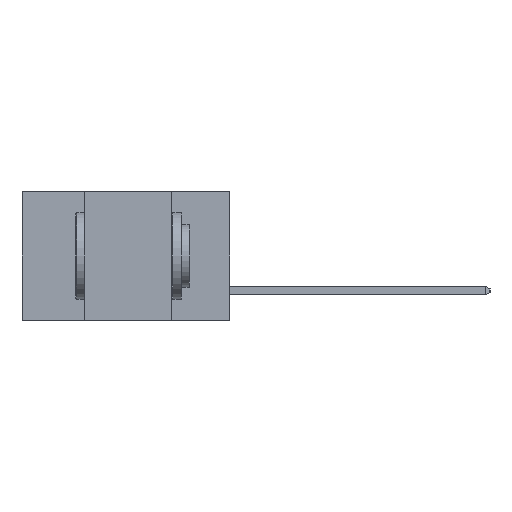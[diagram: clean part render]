
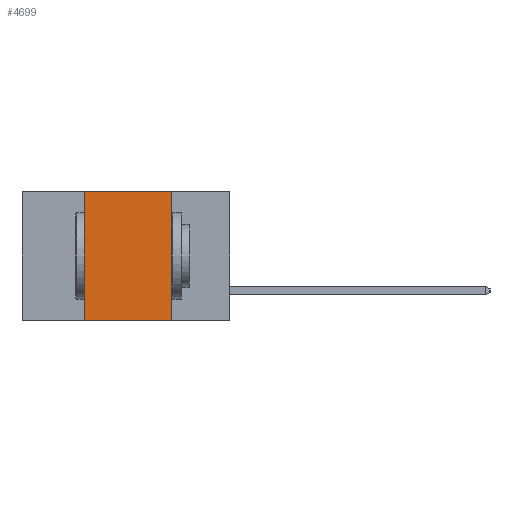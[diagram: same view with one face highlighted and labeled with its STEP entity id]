
A CAD part, left-side view. The second image highlights one B-rep face of the part: STEP entity #4699.
In plain terms, the highlighted planar face has unit normal (-1, 0, 0).
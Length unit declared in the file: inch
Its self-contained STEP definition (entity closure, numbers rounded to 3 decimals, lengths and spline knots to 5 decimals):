
#2221 = VECTOR ( 'NONE', #19053, 39.37008 ) ;
#2265 = ORIENTED_EDGE ( 'NONE', *, *, #21185, .T. ) ;
#3223 = EDGE_CURVE ( 'NONE', #18613, #17140, #21334, .T. ) ;
#3608 = CARTESIAN_POINT ( 'NONE',  ( 0., 0.42, 0. ) ) ;
#3953 = ORIENTED_EDGE ( 'NONE', *, *, #3223, .F. ) ;
#4699 = ADVANCED_FACE ( 'NONE', ( #19711 ), #11944, .F. ) ;
#4769 = LINE ( 'NONE', #13763, #10055 ) ;
#5711 = EDGE_CURVE ( 'NONE', #17140, #9469, #22221, .T. ) ;
#7711 = CARTESIAN_POINT ( 'NONE',  ( 0., 0.6, 0. ) ) ;
#7914 = DIRECTION ( 'NONE',  ( 0., -1., 0. ) ) ;
#9057 = CARTESIAN_POINT ( 'NONE',  ( 0., 0.17, -0.37 ) ) ;
#9469 = VERTEX_POINT ( 'NONE', #15203 ) ;
#9691 = EDGE_LOOP ( 'NONE', ( #10133, #20087, #3953, #2265 ) ) ;
#10055 = VECTOR ( 'NONE', #15511, 39.37008 ) ;
#10133 = ORIENTED_EDGE ( 'NONE', *, *, #10420, .F. ) ;
#10420 = EDGE_CURVE ( 'NONE', #9469, #13284, #11610, .T. ) ;
#10510 = CARTESIAN_POINT ( 'NONE',  ( 0., 0.42, -0.37 ) ) ;
#11527 = DIRECTION ( 'NONE',  ( 0., 0., -1. ) ) ;
#11610 = LINE ( 'NONE', #18152, #19684 ) ;
#11643 = DIRECTION ( 'NONE',  ( 1., 0., 0. ) ) ;
#11668 = CARTESIAN_POINT ( 'NONE',  ( 0., 0.6, 0. ) ) ;
#11944 = PLANE ( 'NONE',  #14753 ) ;
#13284 = VERTEX_POINT ( 'NONE', #9057 ) ;
#13727 = VECTOR ( 'NONE', #7914, 39.37008 ) ;
#13763 = CARTESIAN_POINT ( 'NONE',  ( 0., 0.6, -0.37 ) ) ;
#14753 = AXIS2_PLACEMENT_3D ( 'NONE', #11668, #11643, #11527 ) ;
#15040 = DIRECTION ( 'NONE',  ( 0., 0., -1. ) ) ;
#15203 = CARTESIAN_POINT ( 'NONE',  ( 0., 0.17, 0. ) ) ;
#15511 = DIRECTION ( 'NONE',  ( 0., -1., 0. ) ) ;
#17140 = VERTEX_POINT ( 'NONE', #3608 ) ;
#18152 = CARTESIAN_POINT ( 'NONE',  ( 0., 0.17, -0.37 ) ) ;
#18613 = VERTEX_POINT ( 'NONE', #10510 ) ;
#19053 = DIRECTION ( 'NONE',  ( 0., 0., 1. ) ) ;
#19684 = VECTOR ( 'NONE', #15040, 39.37008 ) ;
#19711 = FACE_OUTER_BOUND ( 'NONE', #9691, .T. ) ;
#19745 = CARTESIAN_POINT ( 'NONE',  ( 0., 0.42, -0.37 ) ) ;
#20087 = ORIENTED_EDGE ( 'NONE', *, *, #5711, .F. ) ;
#21185 = EDGE_CURVE ( 'NONE', #18613, #13284, #4769, .T. ) ;
#21334 = LINE ( 'NONE', #19745, #2221 ) ;
#22221 = LINE ( 'NONE', #7711, #13727 ) ;
